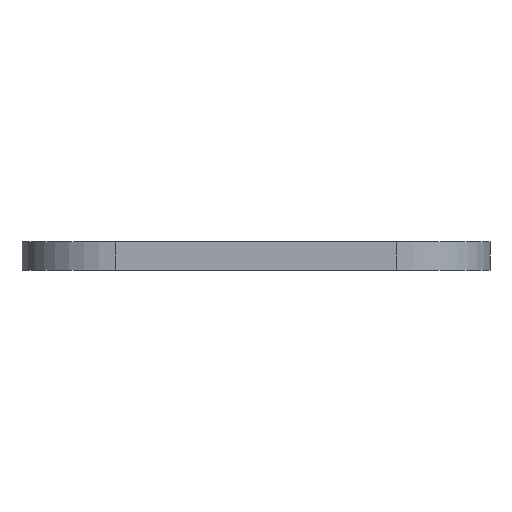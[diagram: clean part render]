
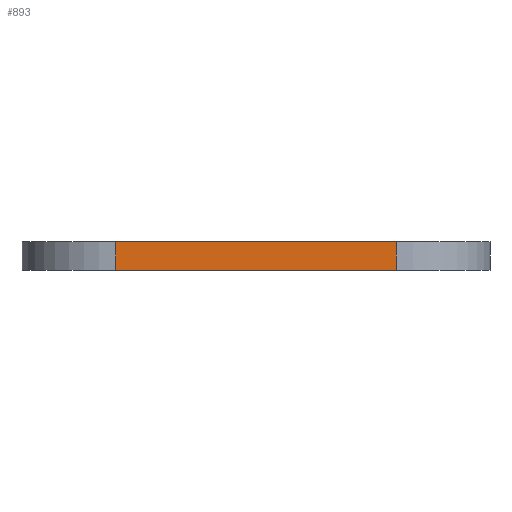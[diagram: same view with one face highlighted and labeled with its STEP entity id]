
A CAD part, left-side view. The second image highlights one B-rep face of the part: STEP entity #893.
In plain terms, the highlighted planar face has unit normal (-1, 0, 0).
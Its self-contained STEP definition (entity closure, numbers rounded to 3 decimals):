
#146 = VERTEX_POINT('',#147);
#147 = CARTESIAN_POINT('',(110.,-60.,0.));
#154 = EDGE_CURVE('',#155,#146,#157,.T.);
#155 = VERTEX_POINT('',#156);
#156 = CARTESIAN_POINT('',(110.,-75.,0.));
#157 = LINE('',#158,#159);
#158 = CARTESIAN_POINT('',(110.,-75.,0.));
#159 = VECTOR('',#160,1.);
#160 = DIRECTION('',(0.,1.,0.));
#506 = VERTEX_POINT('',#507);
#507 = CARTESIAN_POINT('',(110.,-60.,1.51));
#514 = EDGE_CURVE('',#515,#506,#517,.T.);
#515 = VERTEX_POINT('',#516);
#516 = CARTESIAN_POINT('',(110.,-75.,1.51));
#517 = LINE('',#518,#519);
#518 = CARTESIAN_POINT('',(110.,-75.,1.51));
#519 = VECTOR('',#520,1.);
#520 = DIRECTION('',(0.,1.,0.));
#863 = EDGE_CURVE('',#146,#506,#864,.T.);
#864 = LINE('',#865,#866);
#865 = CARTESIAN_POINT('',(110.,-60.,0.));
#866 = VECTOR('',#867,1.);
#867 = DIRECTION('',(0.,0.,1.));
#893 = ADVANCED_FACE('',(#894),#905,.T.);
#894 = FACE_BOUND('',#895,.T.);
#895 = EDGE_LOOP('',(#896,#902,#903,#904));
#896 = ORIENTED_EDGE('',*,*,#897,.T.);
#897 = EDGE_CURVE('',#155,#515,#898,.T.);
#898 = LINE('',#899,#900);
#899 = CARTESIAN_POINT('',(110.,-75.,0.));
#900 = VECTOR('',#901,1.);
#901 = DIRECTION('',(0.,0.,1.));
#902 = ORIENTED_EDGE('',*,*,#514,.T.);
#903 = ORIENTED_EDGE('',*,*,#863,.F.);
#904 = ORIENTED_EDGE('',*,*,#154,.F.);
#905 = PLANE('',#906);
#906 = AXIS2_PLACEMENT_3D('',#907,#908,#909);
#907 = CARTESIAN_POINT('',(110.,-75.,0.));
#908 = DIRECTION('',(-1.,0.,0.));
#909 = DIRECTION('',(0.,1.,0.));
